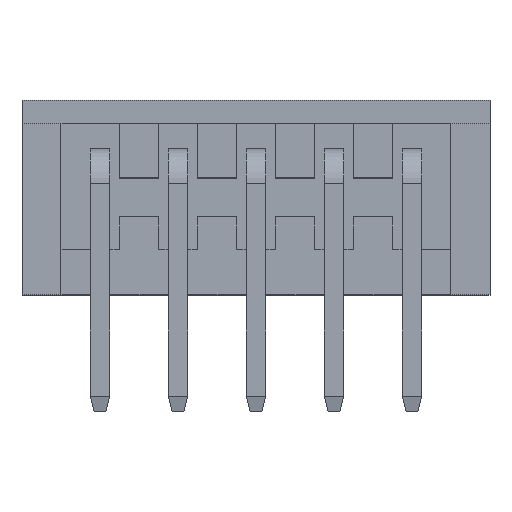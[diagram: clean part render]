
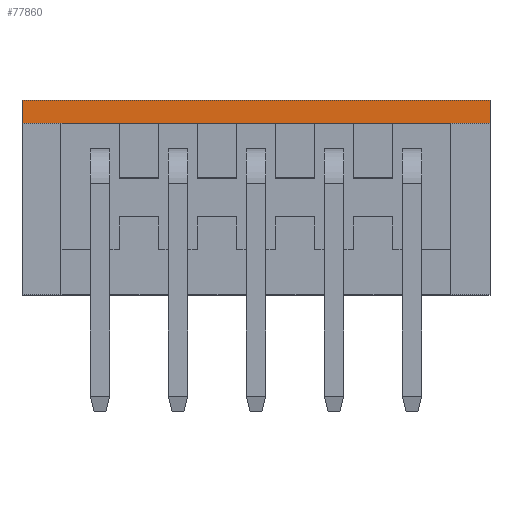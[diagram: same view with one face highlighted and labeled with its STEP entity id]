
A CAD part, top view. The second image highlights one B-rep face of the part: STEP entity #77860.
In plain terms, the highlighted planar face has unit normal (0, 0, 1).
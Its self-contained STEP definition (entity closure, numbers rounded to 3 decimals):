
#14300=CARTESIAN_POINT('',(13.778,2.055,5.6));
#14310=VERTEX_POINT('',#14300);
#14340=CARTESIAN_POINT('',(6.778,2.055,5.6));
#14350=DIRECTION('',(-1.,0.,0.));
#14360=VECTOR('',#14350,1.);
#14370=LINE('',#14340,#14360);
#14380=CARTESIAN_POINT('',(25.778,2.055,5.6));
#14390=VERTEX_POINT('',#14380);
#14400=EDGE_CURVE('',#14390,#14310,#14370,.T.);
#62840=CARTESIAN_POINT('',(25.778,0.,5.6));
#62850=DIRECTION('',(0.,1.,0.));
#62860=VECTOR('',#62850,1.);
#62870=LINE('',#62840,#62860);
#62880=CARTESIAN_POINT('',(25.778,2.655,5.6));
#62890=VERTEX_POINT('',#62880);
#62900=EDGE_CURVE('',#14390,#62890,#62870,.T.);
#70950=CARTESIAN_POINT('',(13.778,2.655,5.6));
#70960=VERTEX_POINT('',#70950);
#71400=CARTESIAN_POINT('',(22.,2.655,5.6));
#71410=DIRECTION('',(-1.,0.,0.));
#71420=VECTOR('',#71410,1.);
#71430=LINE('',#71400,#71420);
#71440=EDGE_CURVE('',#62890,#70960,#71430,.T.);
#77700=CARTESIAN_POINT('',(32.778,2.655,5.6));
#77710=DIRECTION('',(0.,0.,-1.));
#77720=DIRECTION('',(0.,-1.,0.));
#77730=AXIS2_PLACEMENT_3D('',#77700,#77710,#77720);
#77740=PLANE('',#77730);
#77750=ORIENTED_EDGE('',*,*,#62900,.T.);
#77760=ORIENTED_EDGE('',*,*,#14400,.F.);
#77770=CARTESIAN_POINT('',(13.778,0.,5.6));
#77780=DIRECTION('',(0.,1.,0.));
#77790=VECTOR('',#77780,1.);
#77800=LINE('',#77770,#77790);
#77810=EDGE_CURVE('',#14310,#70960,#77800,.T.);
#77820=ORIENTED_EDGE('',*,*,#77810,.F.);
#77830=ORIENTED_EDGE('',*,*,#71440,.T.);
#77840=EDGE_LOOP('',(#77830,#77820,#77760,#77750));
#77850=FACE_OUTER_BOUND('',#77840,.T.);
#77860=ADVANCED_FACE('',(#77850),#77740,.F.);
